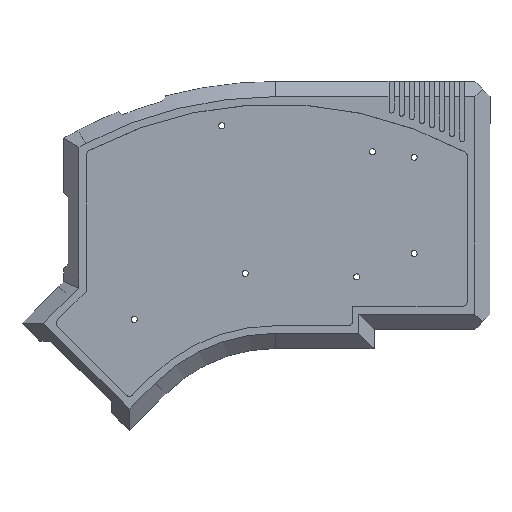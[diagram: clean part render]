
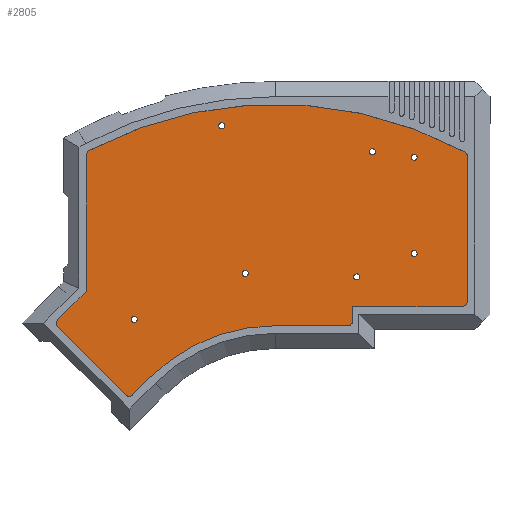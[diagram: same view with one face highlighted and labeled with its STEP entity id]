
A CAD part, top view. The second image highlights one B-rep face of the part: STEP entity #2805.
In plain terms, the highlighted planar face has unit normal (0, 0, 1).
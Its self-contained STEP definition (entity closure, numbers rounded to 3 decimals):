
#77=FACE_BOUND('',#466,.T.);
#78=FACE_BOUND('',#467,.T.);
#79=FACE_BOUND('',#468,.T.);
#80=FACE_BOUND('',#469,.T.);
#81=FACE_BOUND('',#470,.T.);
#82=FACE_BOUND('',#471,.T.);
#83=FACE_BOUND('',#472,.T.);
#177=PLANE('',#3026);
#312=FACE_OUTER_BOUND('',#465,.T.);
#465=EDGE_LOOP('',(#2546,#2547,#2548,#2549,#2550,#2551,#2552,#2553,#2554,
#2555,#2556,#2557,#2558,#2559,#2560,#2561,#2562));
#466=EDGE_LOOP('',(#2563));
#467=EDGE_LOOP('',(#2564));
#468=EDGE_LOOP('',(#2565));
#469=EDGE_LOOP('',(#2566));
#470=EDGE_LOOP('',(#2567));
#471=EDGE_LOOP('',(#2568));
#472=EDGE_LOOP('',(#2569));
#775=LINE('',#4606,#1081);
#776=LINE('',#4608,#1082);
#777=LINE('',#4612,#1083);
#778=LINE('',#4620,#1084);
#779=LINE('',#4624,#1085);
#780=LINE('',#4628,#1086);
#781=LINE('',#4632,#1087);
#782=LINE('',#4635,#1088);
#1081=VECTOR('',#3738,10.);
#1082=VECTOR('',#3739,10.);
#1083=VECTOR('',#3742,10.);
#1084=VECTOR('',#3749,10.);
#1085=VECTOR('',#3752,10.);
#1086=VECTOR('',#3755,10.);
#1087=VECTOR('',#3758,10.);
#1088=VECTOR('',#3761,10.);
#1118=CIRCLE('',#2842,1.2);
#1120=CIRCLE('',#2846,1.2);
#1122=CIRCLE('',#2850,1.2);
#1124=CIRCLE('',#2854,1.2);
#1126=CIRCLE('',#2858,1.2);
#1128=CIRCLE('',#2862,1.2);
#1130=CIRCLE('',#2866,1.2);
#1173=CIRCLE('',#3027,2.);
#1174=CIRCLE('',#3028,2.);
#1175=CIRCLE('',#3029,2.);
#1176=CIRCLE('',#3030,158.106);
#1177=CIRCLE('',#3031,2.);
#1178=CIRCLE('',#3032,112.45);
#1179=CIRCLE('',#3033,2.);
#1180=CIRCLE('',#3034,2.);
#1181=CIRCLE('',#3035,70.35);
#1203=VERTEX_POINT('',#3867);
#1205=VERTEX_POINT('',#3875);
#1207=VERTEX_POINT('',#3883);
#1209=VERTEX_POINT('',#3891);
#1211=VERTEX_POINT('',#3899);
#1213=VERTEX_POINT('',#3907);
#1215=VERTEX_POINT('',#3915);
#1428=VERTEX_POINT('',#4602);
#1429=VERTEX_POINT('',#4603);
#1430=VERTEX_POINT('',#4605);
#1431=VERTEX_POINT('',#4607);
#1432=VERTEX_POINT('',#4609);
#1433=VERTEX_POINT('',#4611);
#1434=VERTEX_POINT('',#4613);
#1435=VERTEX_POINT('',#4615);
#1436=VERTEX_POINT('',#4617);
#1437=VERTEX_POINT('',#4619);
#1438=VERTEX_POINT('',#4621);
#1439=VERTEX_POINT('',#4623);
#1440=VERTEX_POINT('',#4625);
#1441=VERTEX_POINT('',#4627);
#1442=VERTEX_POINT('',#4629);
#1443=VERTEX_POINT('',#4631);
#1444=VERTEX_POINT('',#4633);
#1468=EDGE_CURVE('',#1203,#1203,#1118,.T.);
#1472=EDGE_CURVE('',#1205,#1205,#1120,.T.);
#1476=EDGE_CURVE('',#1207,#1207,#1122,.T.);
#1480=EDGE_CURVE('',#1209,#1209,#1124,.T.);
#1484=EDGE_CURVE('',#1211,#1211,#1126,.T.);
#1488=EDGE_CURVE('',#1213,#1213,#1128,.T.);
#1492=EDGE_CURVE('',#1215,#1215,#1130,.T.);
#1817=EDGE_CURVE('',#1428,#1429,#1173,.T.);
#1818=EDGE_CURVE('',#1430,#1428,#775,.T.);
#1819=EDGE_CURVE('',#1431,#1430,#776,.T.);
#1820=EDGE_CURVE('',#1432,#1431,#1174,.T.);
#1821=EDGE_CURVE('',#1433,#1432,#777,.T.);
#1822=EDGE_CURVE('',#1434,#1433,#1175,.T.);
#1823=EDGE_CURVE('',#1435,#1434,#1176,.T.);
#1824=EDGE_CURVE('',#1436,#1435,#1177,.T.);
#1825=EDGE_CURVE('',#1437,#1436,#778,.T.);
#1826=EDGE_CURVE('',#1438,#1437,#1178,.T.);
#1827=EDGE_CURVE('',#1439,#1438,#779,.T.);
#1828=EDGE_CURVE('',#1440,#1439,#1179,.T.);
#1829=EDGE_CURVE('',#1441,#1440,#780,.T.);
#1830=EDGE_CURVE('',#1442,#1441,#1180,.T.);
#1831=EDGE_CURVE('',#1443,#1442,#781,.T.);
#1832=EDGE_CURVE('',#1444,#1443,#1181,.T.);
#1833=EDGE_CURVE('',#1429,#1444,#782,.T.);
#2546=ORIENTED_EDGE('',*,*,#1817,.F.);
#2547=ORIENTED_EDGE('',*,*,#1818,.F.);
#2548=ORIENTED_EDGE('',*,*,#1819,.F.);
#2549=ORIENTED_EDGE('',*,*,#1820,.F.);
#2550=ORIENTED_EDGE('',*,*,#1821,.F.);
#2551=ORIENTED_EDGE('',*,*,#1822,.F.);
#2552=ORIENTED_EDGE('',*,*,#1823,.F.);
#2553=ORIENTED_EDGE('',*,*,#1824,.F.);
#2554=ORIENTED_EDGE('',*,*,#1825,.F.);
#2555=ORIENTED_EDGE('',*,*,#1826,.F.);
#2556=ORIENTED_EDGE('',*,*,#1827,.F.);
#2557=ORIENTED_EDGE('',*,*,#1828,.F.);
#2558=ORIENTED_EDGE('',*,*,#1829,.F.);
#2559=ORIENTED_EDGE('',*,*,#1830,.F.);
#2560=ORIENTED_EDGE('',*,*,#1831,.F.);
#2561=ORIENTED_EDGE('',*,*,#1832,.F.);
#2562=ORIENTED_EDGE('',*,*,#1833,.F.);
#2563=ORIENTED_EDGE('',*,*,#1484,.T.);
#2564=ORIENTED_EDGE('',*,*,#1468,.T.);
#2565=ORIENTED_EDGE('',*,*,#1492,.T.);
#2566=ORIENTED_EDGE('',*,*,#1476,.T.);
#2567=ORIENTED_EDGE('',*,*,#1480,.T.);
#2568=ORIENTED_EDGE('',*,*,#1488,.T.);
#2569=ORIENTED_EDGE('',*,*,#1472,.T.);
#2805=ADVANCED_FACE('',(#312,#77,#78,#79,#80,#81,#82,#83),#177,.F.);
#2842=AXIS2_PLACEMENT_3D('',#3869,#3098,#3099);
#2846=AXIS2_PLACEMENT_3D('',#3877,#3108,#3109);
#2850=AXIS2_PLACEMENT_3D('',#3885,#3118,#3119);
#2854=AXIS2_PLACEMENT_3D('',#3893,#3128,#3129);
#2858=AXIS2_PLACEMENT_3D('',#3901,#3138,#3139);
#2862=AXIS2_PLACEMENT_3D('',#3909,#3148,#3149);
#2866=AXIS2_PLACEMENT_3D('',#3917,#3158,#3159);
#3026=AXIS2_PLACEMENT_3D('',#4601,#3734,#3735);
#3027=AXIS2_PLACEMENT_3D('',#4604,#3736,#3737);
#3028=AXIS2_PLACEMENT_3D('',#4610,#3740,#3741);
#3029=AXIS2_PLACEMENT_3D('',#4614,#3743,#3744);
#3030=AXIS2_PLACEMENT_3D('',#4616,#3745,#3746);
#3031=AXIS2_PLACEMENT_3D('',#4618,#3747,#3748);
#3032=AXIS2_PLACEMENT_3D('',#4622,#3750,#3751);
#3033=AXIS2_PLACEMENT_3D('',#4626,#3753,#3754);
#3034=AXIS2_PLACEMENT_3D('',#4630,#3756,#3757);
#3035=AXIS2_PLACEMENT_3D('',#4634,#3759,#3760);
#3098=DIRECTION('center_axis',(0.,0.,-1.));
#3099=DIRECTION('ref_axis',(1.,0.,0.));
#3108=DIRECTION('center_axis',(0.,0.,-1.));
#3109=DIRECTION('ref_axis',(1.,0.,0.));
#3118=DIRECTION('center_axis',(0.,0.,-1.));
#3119=DIRECTION('ref_axis',(1.,0.,0.));
#3128=DIRECTION('center_axis',(0.,0.,-1.));
#3129=DIRECTION('ref_axis',(1.,0.,0.));
#3138=DIRECTION('center_axis',(0.,0.,-1.));
#3139=DIRECTION('ref_axis',(1.,0.,0.));
#3148=DIRECTION('center_axis',(0.,0.,-1.));
#3149=DIRECTION('ref_axis',(1.,0.,0.));
#3158=DIRECTION('center_axis',(0.,0.,-1.));
#3159=DIRECTION('ref_axis',(1.,0.,0.));
#3734=DIRECTION('center_axis',(0.,0.,-1.));
#3735=DIRECTION('ref_axis',(1.,0.,0.));
#3736=DIRECTION('center_axis',(0.,0.,-1.));
#3737=DIRECTION('ref_axis',(0.,-1.,0.));
#3738=DIRECTION('',(0.,-1.,0.));
#3739=DIRECTION('',(-1.,0.,0.));
#3740=DIRECTION('center_axis',(0.,0.,-1.));
#3741=DIRECTION('ref_axis',(0.,-1.,0.));
#3742=DIRECTION('',(0.,-1.,0.));
#3743=DIRECTION('center_axis',(0.,0.,-1.));
#3744=DIRECTION('ref_axis',(1.,0.,0.));
#3745=DIRECTION('center_axis',(0.,0.,-1.));
#3746=DIRECTION('ref_axis',(0.474,0.881,0.));
#3747=DIRECTION('center_axis',(0.,0.,-1.));
#3748=DIRECTION('ref_axis',(-0.467,0.884,0.));
#3749=DIRECTION('',(0.,1.,0.));
#3750=DIRECTION('center_axis',(0.,0.,-1.));
#3751=DIRECTION('ref_axis',(-0.666,0.746,0.));
#3752=DIRECTION('',(0.707,0.707,0.));
#3753=DIRECTION('center_axis',(0.,0.,-1.));
#3754=DIRECTION('ref_axis',(-0.707,0.707,0.));
#3755=DIRECTION('',(-0.707,0.707,0.));
#3756=DIRECTION('center_axis',(0.,0.,-1.));
#3757=DIRECTION('ref_axis',(-0.707,-0.707,0.));
#3758=DIRECTION('',(-0.707,-0.707,0.));
#3759=DIRECTION('center_axis',(0.,0.,1.));
#3760=DIRECTION('ref_axis',(0.,1.,0.));
#3761=DIRECTION('',(-1.,0.,0.));
#3867=CARTESIAN_POINT('',(8.325,9.525,3.));
#3869=CARTESIAN_POINT('Origin',(9.525,9.525,3.));
#3875=CARTESIAN_POINT('',(8.325,47.625,3.));
#3877=CARTESIAN_POINT('Origin',(9.525,47.625,3.));
#3883=CARTESIAN_POINT('',(-8.2,49.85,3.));
#3885=CARTESIAN_POINT('Origin',(-7.,49.85,3.));
#3891=CARTESIAN_POINT('',(-14.364,0.25,3.));
#3893=CARTESIAN_POINT('Origin',(-13.164,0.25,3.));
#3899=CARTESIAN_POINT('',(-67.875,60.125,3.));
#3901=CARTESIAN_POINT('Origin',(-66.675,60.125,3.));
#3907=CARTESIAN_POINT('',(-58.576,1.631,3.));
#3909=CARTESIAN_POINT('Origin',(-57.376,1.631,3.));
#3915=CARTESIAN_POINT('',(-102.507,-16.566,3.));
#3917=CARTESIAN_POINT('Origin',(-101.307,-16.566,3.));
#4601=CARTESIAN_POINT('Origin',(-53.101,8.542,3.));
#4602=CARTESIAN_POINT('',(-14.811,-17.095,3.));
#4603=CARTESIAN_POINT('',(-16.811,-19.095,3.));
#4604=CARTESIAN_POINT('Origin',(-16.811,-17.095,3.));
#4605=CARTESIAN_POINT('',(-14.811,-11.525,3.));
#4606=CARTESIAN_POINT('',(-14.811,-17.095,3.));
#4607=CARTESIAN_POINT('',(28.575,-11.525,3.));
#4608=CARTESIAN_POINT('',(-14.811,-11.525,3.));
#4609=CARTESIAN_POINT('',(30.575,-9.525,3.));
#4610=CARTESIAN_POINT('Origin',(28.575,-9.525,3.));
#4611=CARTESIAN_POINT('',(30.575,48.029,3.));
#4612=CARTESIAN_POINT('',(30.575,-9.525,3.));
#4613=CARTESIAN_POINT('',(29.523,49.79,3.));
#4614=CARTESIAN_POINT('Origin',(28.575,48.029,3.));
#4615=CARTESIAN_POINT('',(-119.158,50.395,3.));
#4616=CARTESIAN_POINT('Origin',(-45.386,-89.444,3.));
#4617=CARTESIAN_POINT('',(-120.225,48.626,3.));
#4618=CARTESIAN_POINT('Origin',(-118.225,48.626,3.));
#4619=CARTESIAN_POINT('',(-120.225,-5.516,3.));
#4620=CARTESIAN_POINT('',(-120.225,48.626,3.));
#4621=CARTESIAN_POINT('',(-124.9,-9.931,3.));
#4622=CARTESIAN_POINT('Origin',(-45.386,-89.444,3.));
#4623=CARTESIAN_POINT('',(-131.635,-16.666,3.));
#4624=CARTESIAN_POINT('',(-124.9,-9.931,3.));
#4625=CARTESIAN_POINT('',(-131.635,-19.494,3.));
#4626=CARTESIAN_POINT('Origin',(-130.221,-18.08,3.));
#4627=CARTESIAN_POINT('',(-104.694,-46.435,3.));
#4628=CARTESIAN_POINT('',(-131.635,-19.494,3.));
#4629=CARTESIAN_POINT('',(-101.866,-46.435,3.));
#4630=CARTESIAN_POINT('Origin',(-103.28,-45.021,3.));
#4631=CARTESIAN_POINT('',(-95.131,-39.7,3.));
#4632=CARTESIAN_POINT('',(-101.866,-46.435,3.));
#4633=CARTESIAN_POINT('',(-45.386,-19.095,3.));
#4634=CARTESIAN_POINT('Origin',(-45.386,-89.444,3.));
#4635=CARTESIAN_POINT('',(-45.386,-19.095,3.));
